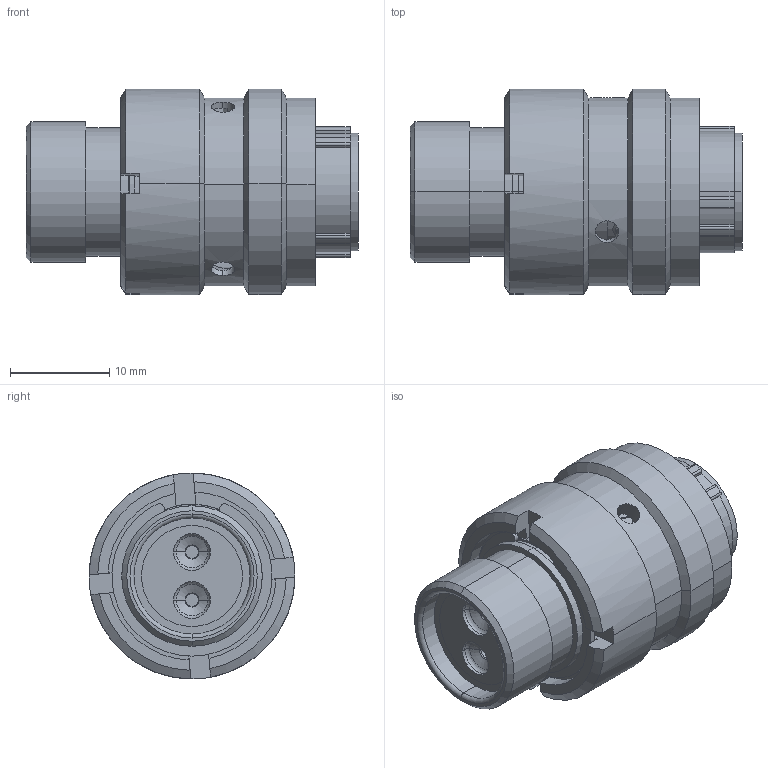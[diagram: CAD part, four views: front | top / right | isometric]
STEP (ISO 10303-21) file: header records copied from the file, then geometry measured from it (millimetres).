
FILE_DESCRIPTION (( 'STEP AP214' ), '1' );
FILE_NAME ('AS610-02SA.STEP', '2020-01-02T11:00:01', ( 'TE Connectivity' ), ( 'TE Connectivity' ), 'SwSTEP 2.0', 'SolidWorks 2016', '' );
FILE_SCHEMA (( 'AUTOMOTIVE_DESIGN' ));
Length unit declared in the file: millimetre
Products named in the file (1): AS610-02SA
Bounding box: 33.37 x 20.7 x 20.7 mm (x, y, z)
Volume: 5862.8 mm3; surface area: 9158 mm2
Topology: 9 solids, 9 shells, 536 faces, 1404 edges, 899 vertices
Faces by surface type: plane 215, cylinder 213, torus 50, cone 46, bspline 12
Entity records: 25850 total; most frequent: CARTESIAN_POINT 7568, ORIENTED_EDGE 2808, DIRECTION 2249, EDGE_CURVE 1404, AXIS2_PLACEMENT_3D 919, VERTEX_POINT 899, EDGE_LOOP 575, UNCERTAINTY_MEASURE_WITH_UNIT 547
